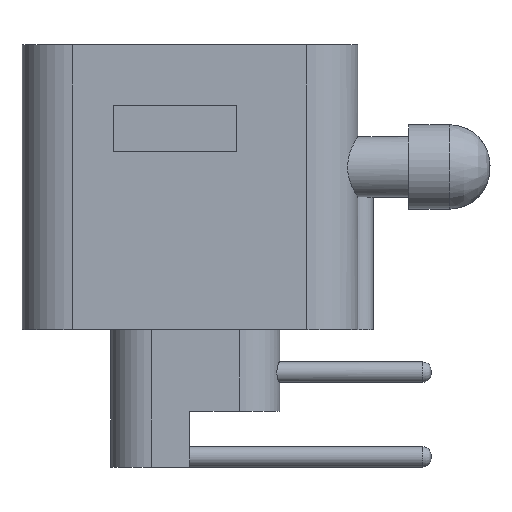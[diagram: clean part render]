
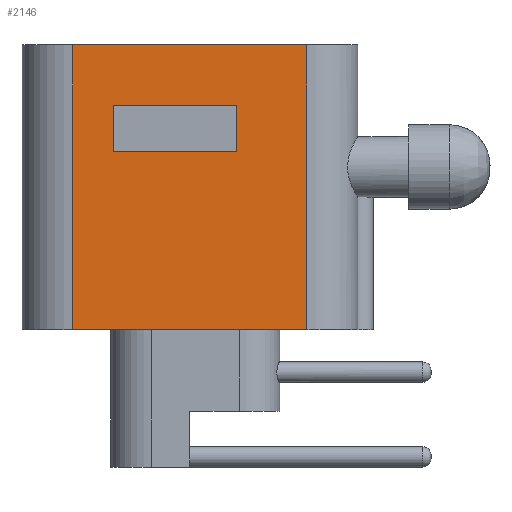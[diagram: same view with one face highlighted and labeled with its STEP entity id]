
A CAD part, left-side view. The second image highlights one B-rep face of the part: STEP entity #2146.
In plain terms, the highlighted planar face has unit normal (-1, 0, 0).
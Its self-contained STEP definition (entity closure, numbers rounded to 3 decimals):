
#96=FACE_BOUND('',#325,.T.);
#183=FACE_OUTER_BOUND('',#324,.T.);
#324=EDGE_LOOP('',(#1604,#1605,#1606,#1607));
#325=EDGE_LOOP('',(#1608,#1609,#1610,#1611));
#444=LINE('',#3224,#608);
#470=LINE('',#3384,#634);
#498=LINE('',#3582,#662);
#512=LINE('',#3654,#676);
#513=LINE('',#3655,#677);
#514=LINE('',#3657,#678);
#515=LINE('',#3659,#679);
#516=LINE('',#3660,#680);
#608=VECTOR('',#2549,10.);
#634=VECTOR('',#2647,11.5);
#662=VECTOR('',#2741,14.);
#676=VECTOR('',#2771,11.5);
#677=VECTOR('',#2772,14.);
#678=VECTOR('',#2773,10.);
#679=VECTOR('',#2774,6.05);
#680=VECTOR('',#2775,2.11);
#914=VERTEX_POINT('',#3222);
#915=VERTEX_POINT('',#3223);
#959=VERTEX_POINT('',#3381);
#960=VERTEX_POINT('',#3383);
#1004=VERTEX_POINT('',#3580);
#1017=VERTEX_POINT('',#3653);
#1018=VERTEX_POINT('',#3656);
#1019=VERTEX_POINT('',#3658);
#1124=EDGE_CURVE('',#914,#915,#444,.T.);
#1178=EDGE_CURVE('',#960,#959,#470,.T.);
#1234=EDGE_CURVE('',#959,#1004,#498,.F.);
#1252=EDGE_CURVE('',#1017,#1004,#512,.T.);
#1253=EDGE_CURVE('',#1017,#960,#513,.T.);
#1254=EDGE_CURVE('',#915,#1018,#514,.T.);
#1255=EDGE_CURVE('',#1018,#1019,#515,.T.);
#1256=EDGE_CURVE('',#1019,#914,#516,.T.);
#1604=ORIENTED_EDGE('',*,*,#1178,.T.);
#1605=ORIENTED_EDGE('',*,*,#1234,.T.);
#1606=ORIENTED_EDGE('',*,*,#1252,.F.);
#1607=ORIENTED_EDGE('',*,*,#1253,.T.);
#1608=ORIENTED_EDGE('',*,*,#1254,.T.);
#1609=ORIENTED_EDGE('',*,*,#1255,.T.);
#1610=ORIENTED_EDGE('',*,*,#1256,.T.);
#1611=ORIENTED_EDGE('',*,*,#1124,.T.);
#2067=PLANE('',#2345);
#2146=ADVANCED_FACE('',(#183,#96),#2067,.F.);
#2345=AXIS2_PLACEMENT_3D('',#3652,#2769,#2770);
#2549=DIRECTION('',(0.,1.,0.));
#2647=DIRECTION('',(0.,-1.,0.));
#2741=DIRECTION('',(0.,0.,-1.));
#2769=DIRECTION('center_axis',(1.,0.,0.));
#2770=DIRECTION('ref_axis',(0.,0.,-1.));
#2771=DIRECTION('',(0.,-1.,0.));
#2772=DIRECTION('',(0.,0.,-1.));
#2773=DIRECTION('',(0.,0.,1.));
#2774=DIRECTION('',(0.,-1.,0.));
#2775=DIRECTION('',(0.,0.,-1.));
#3222=CARTESIAN_POINT('',(-12.45,-2.3,8.739));
#3223=CARTESIAN_POINT('',(-12.45,3.75,8.739));
#3224=CARTESIAN_POINT('',(-12.45,6.,8.739));
#3381=CARTESIAN_POINT('',(-12.45,-5.75,0.));
#3383=CARTESIAN_POINT('',(-12.45,5.75,0.));
#3384=CARTESIAN_POINT('',(-12.45,5.75,0.));
#3580=CARTESIAN_POINT('',(-12.45,-5.75,14.));
#3582=CARTESIAN_POINT('',(-12.45,-5.75,14.));
#3652=CARTESIAN_POINT('Origin',(-12.45,8.25,14.));
#3653=CARTESIAN_POINT('',(-12.45,5.75,14.));
#3654=CARTESIAN_POINT('',(-12.45,5.75,14.));
#3655=CARTESIAN_POINT('',(-12.45,5.75,14.));
#3656=CARTESIAN_POINT('',(-12.45,3.75,11.));
#3657=CARTESIAN_POINT('',(-12.45,3.75,11.445));
#3658=CARTESIAN_POINT('',(-12.45,-2.3,11.));
#3659=CARTESIAN_POINT('',(-12.45,3.75,11.));
#3660=CARTESIAN_POINT('',(-12.45,-2.3,11.));
